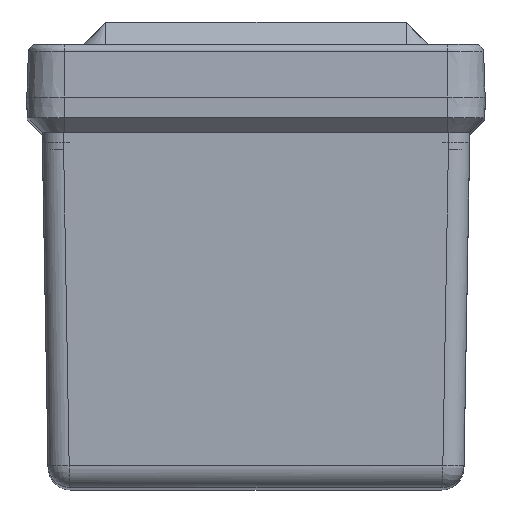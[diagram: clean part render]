
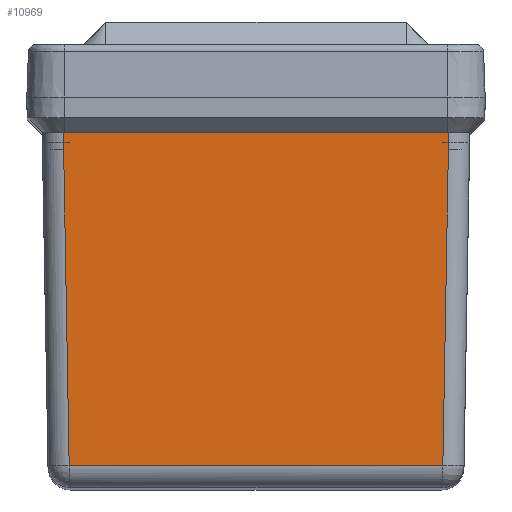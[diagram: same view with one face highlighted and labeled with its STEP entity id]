
A CAD part, top view. The second image highlights one B-rep face of the part: STEP entity #10969.
In plain terms, the highlighted planar face has unit normal (0, -0.018, 1).
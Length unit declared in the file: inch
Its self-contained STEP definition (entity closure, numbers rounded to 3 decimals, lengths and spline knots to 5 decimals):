
#538 = DIRECTION ( 'NONE',  ( 1., 0., 0. ) ) ;
#773 = ORIENTED_EDGE ( 'NONE', *, *, #6031, .F. ) ;
#993 = EDGE_CURVE ( 'NONE', #4796, #2578, #8053, .T. ) ;
#1172 = LINE ( 'NONE', #18621, #14902 ) ;
#1537 = DIRECTION ( 'NONE',  ( 0.017, 1., 0.017 ) ) ;
#1954 = VECTOR ( 'NONE', #3735, 39.37008 ) ;
#2578 = VERTEX_POINT ( 'NONE', #9818 ) ;
#3039 = DIRECTION ( 'NONE',  ( -1., 0., 0. ) ) ;
#3735 = DIRECTION ( 'NONE',  ( -1., 0., 0. ) ) ;
#3818 = LINE ( 'NONE', #11216, #4787 ) ;
#3849 = VECTOR ( 'NONE', #11043, 39.37008 ) ;
#4014 = AXIS2_PLACEMENT_3D ( 'NONE', #4452, #20252, #20186 ) ;
#4217 = CARTESIAN_POINT ( 'NONE',  ( -1.60237, 2.9525, 5.43449 ) ) ;
#4295 = ORIENTED_EDGE ( 'NONE', *, *, #11572, .F. ) ;
#4452 = CARTESIAN_POINT ( 'NONE',  ( 1.59375, 2.9525, 5.43449 ) ) ;
#4787 = VECTOR ( 'NONE', #538, 39.37008 ) ;
#4796 = VERTEX_POINT ( 'NONE', #9294 ) ;
#4808 = VECTOR ( 'NONE', #5168, 39.37008 ) ;
#4895 = VERTEX_POINT ( 'NONE', #17705 ) ;
#5168 = DIRECTION ( 'NONE',  ( 1., 0., 0. ) ) ;
#5302 = CARTESIAN_POINT ( 'NONE',  ( 0., 2.9525, 5.43449 ) ) ;
#5621 = EDGE_CURVE ( 'NONE', #12838, #2578, #3818, .T. ) ;
#5825 = CARTESIAN_POINT ( 'NONE',  ( 1.55405, 0.18423, 5.38617 ) ) ;
#6031 = EDGE_CURVE ( 'NONE', #10659, #4895, #15511, .T. ) ;
#6262 = LINE ( 'NONE', #5302, #4808 ) ;
#6383 = CARTESIAN_POINT ( 'NONE',  ( -1.60237, 2.9525, 5.43449 ) ) ;
#6692 = VECTOR ( 'NONE', #3039, 39.37008 ) ;
#7031 = FACE_OUTER_BOUND ( 'NONE', #13247, .T. ) ;
#7246 = LINE ( 'NONE', #6383, #3849 ) ;
#7563 = ORIENTED_EDGE ( 'NONE', *, *, #13775, .T. ) ;
#7682 = ORIENTED_EDGE ( 'NONE', *, *, #993, .T. ) ;
#8053 = LINE ( 'NONE', #8295, #1954 ) ;
#8295 = CARTESIAN_POINT ( 'NONE',  ( 1.59375, 2.9525, 5.43449 ) ) ;
#8622 = ORIENTED_EDGE ( 'NONE', *, *, #5621, .F. ) ;
#9294 = CARTESIAN_POINT ( 'NONE',  ( 1.59375, 2.9525, 5.43449 ) ) ;
#9818 = CARTESIAN_POINT ( 'NONE',  ( -1.59375, 2.9525, 5.43449 ) ) ;
#10659 = VERTEX_POINT ( 'NONE', #5825 ) ;
#10969 = ADVANCED_FACE ( 'NONE', ( #7031 ), #17200, .T. ) ;
#11043 = DIRECTION ( 'NONE',  ( 0.017, -1., -0.017 ) ) ;
#11216 = CARTESIAN_POINT ( 'NONE',  ( 0., 2.9525, 5.43449 ) ) ;
#11572 = EDGE_CURVE ( 'NONE', #4796, #12789, #6262, .T. ) ;
#12650 = ORIENTED_EDGE ( 'NONE', *, *, #13392, .T. ) ;
#12789 = VERTEX_POINT ( 'NONE', #18299 ) ;
#12838 = VERTEX_POINT ( 'NONE', #4217 ) ;
#13247 = EDGE_LOOP ( 'NONE', ( #8622, #7563, #773, #12650, #4295, #7682 ) ) ;
#13392 = EDGE_CURVE ( 'NONE', #10659, #12789, #1172, .T. ) ;
#13775 = EDGE_CURVE ( 'NONE', #12838, #4895, #7246, .T. ) ;
#14253 = CARTESIAN_POINT ( 'NONE',  ( 0.79688, 0.18423, 5.38617 ) ) ;
#14902 = VECTOR ( 'NONE', #1537, 39.37008 ) ;
#15511 = LINE ( 'NONE', #14253, #6692 ) ;
#17200 = PLANE ( 'NONE',  #4014 ) ;
#17705 = CARTESIAN_POINT ( 'NONE',  ( -1.55405, 0.18423, 5.38617 ) ) ;
#18299 = CARTESIAN_POINT ( 'NONE',  ( 1.60237, 2.9525, 5.43449 ) ) ;
#18621 = CARTESIAN_POINT ( 'NONE',  ( 1.55405, 0.18423, 5.38617 ) ) ;
#20186 = DIRECTION ( 'NONE',  ( 0., -1., -0.017 ) ) ;
#20252 = DIRECTION ( 'NONE',  ( 0., -0.017, 1. ) ) ;
